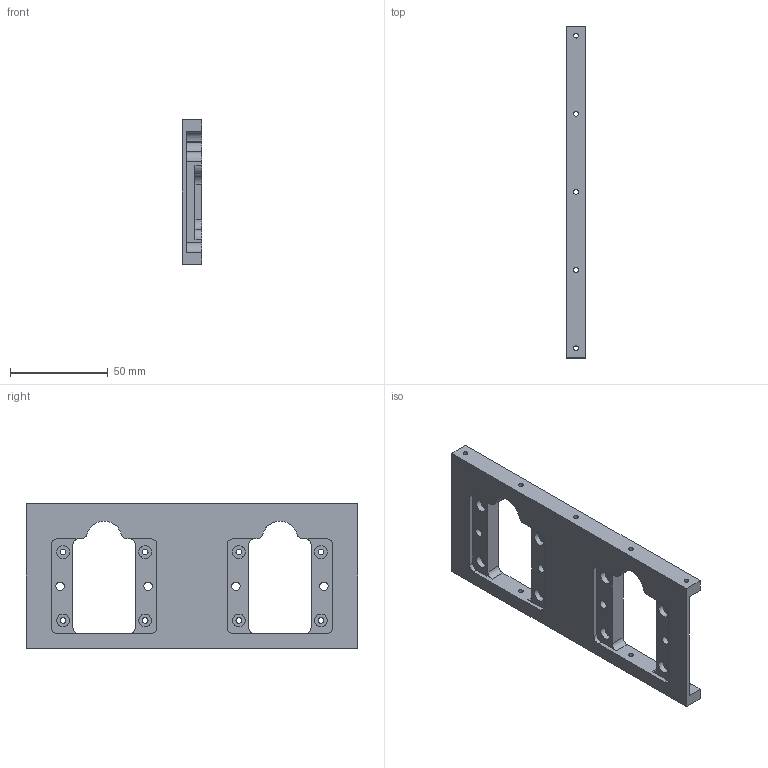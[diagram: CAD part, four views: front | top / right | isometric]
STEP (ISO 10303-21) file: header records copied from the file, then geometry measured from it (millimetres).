
FILE_DESCRIPTION(/* description */ ('STEP AP242','CAx-IF Rec.Pracs.---Representation and Presentation of Product Manufacturing Information (PMI)---4.0---2014-10-13','CAx-IF Rec.Pracs.---3D Tessellated Geometry---0.4---2014-09-14','2;1'),/* implementation_level */ '2;1');
FILE_NAME(/* name */ '642cf5d8a906aa37fc98f0d2',/* time_stamp */ '2023-04-05T04:15:20+00:00',/* author */ (''),/* organization */ (''),/* preprocessor_version */ 'ST-DEVELOPER v18.102',/* originating_system */ ' ',/* authorisation */ ' ');
FILE_SCHEMA (('AP242_MANAGED_MODEL_BASED_3D_ENGINEERING_MIM_LF { 1 0 10303 442 1 1 4 }'));
Length unit declared in the file: metre
Products named in the file (1): Machined_side_plate
Bounding box: 10 x 169.8 x 74 mm (x, y, z)
Volume: 48805.7 mm3; surface area: 30957.1 mm2
Topology: 1 solids, 1 shells, 153 faces, 430 edges, 288 vertices
Faces by surface type: cylinder 84, plane 69
Full cylindrical faces by diameter (mm): 2.5 x10, 3 x8, 4.35 x4, 6.5 x8
Entity records: 4954 total; most frequent: DIRECTION 868, CARTESIAN_POINT 858, ORIENTED_EDGE 792, EDGE_CURVE 396, AXIS2_PLACEMENT_3D 320, VERTEX_POINT 284, EDGE_LOOP 240, FACE_BOUND 240
